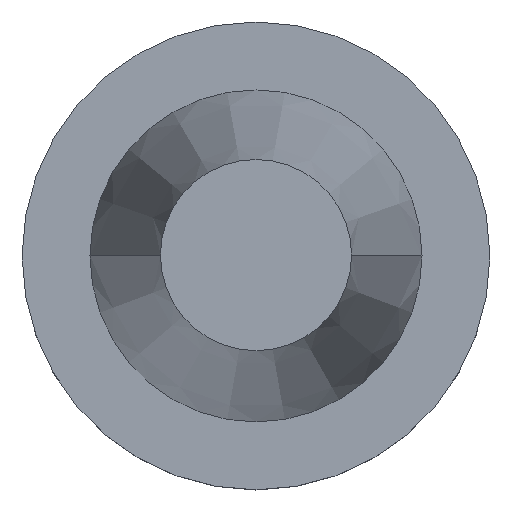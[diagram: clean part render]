
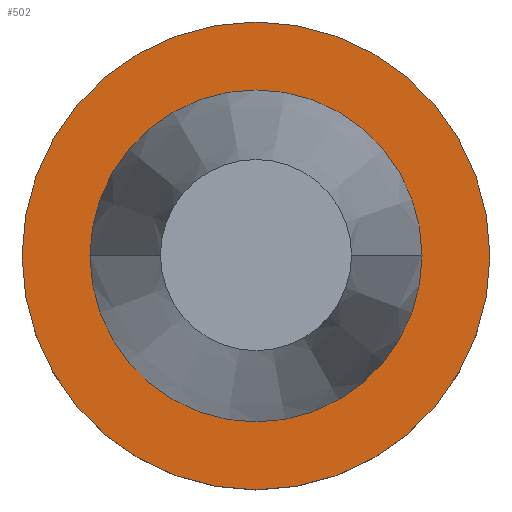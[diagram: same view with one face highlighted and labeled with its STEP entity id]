
A CAD part, top view. The second image highlights one B-rep face of the part: STEP entity #502.
In plain terms, the highlighted planar face has unit normal (0, 0, 1).
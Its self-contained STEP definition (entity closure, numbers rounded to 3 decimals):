
#8 = ORIENTED_EDGE ( 'NONE', *, *, #749, .T. ) ;
#18 = EDGE_CURVE ( 'NONE', #693, #943, #128, .T. ) ;
#25 = EDGE_CURVE ( 'NONE', #978, #831, #680, .T. ) ;
#38 = DIRECTION ( 'NONE',  ( 1., 0., 0. ) ) ;
#48 = CARTESIAN_POINT ( 'NONE',  ( 49.215, 0., -1.5 ) ) ;
#50 = FACE_BOUND ( 'NONE', #1019, .T. ) ;
#74 = FACE_OUTER_BOUND ( 'NONE', #870, .T. ) ;
#128 = CIRCLE ( 'NONE', #591, 34.925 ) ;
#150 = DIRECTION ( 'NONE',  ( 0., 0., -1. ) ) ;
#201 = AXIS2_PLACEMENT_3D ( 'NONE', #540, #615, #38 ) ;
#243 = CARTESIAN_POINT ( 'NONE',  ( 0., 0., -1.5 ) ) ;
#254 = AXIS2_PLACEMENT_3D ( 'NONE', #802, #1056, #301 ) ;
#297 = CARTESIAN_POINT ( 'NONE',  ( 34.925, 0., -1.5 ) ) ;
#301 = DIRECTION ( 'NONE',  ( 1., 0., 0. ) ) ;
#353 = DIRECTION ( 'NONE',  ( 0., 0., 1. ) ) ;
#384 = DIRECTION ( 'NONE',  ( -1., 0., 0. ) ) ;
#418 = CARTESIAN_POINT ( 'NONE',  ( -34.925, 0., -1.5 ) ) ;
#478 = CARTESIAN_POINT ( 'NONE',  ( 0., 49.215, -1.5 ) ) ;
#482 = CIRCLE ( 'NONE', #201, 49.215 ) ;
#488 = ORIENTED_EDGE ( 'NONE', *, *, #18, .F. ) ;
#498 = CIRCLE ( 'NONE', #646, 34.925 ) ;
#502 = ADVANCED_FACE ( 'NONE', ( #50, #74 ), #984, .F. ) ;
#504 = ORIENTED_EDGE ( 'NONE', *, *, #25, .T. ) ;
#519 = AXIS2_PLACEMENT_3D ( 'NONE', #478, #150, #384 ) ;
#540 = CARTESIAN_POINT ( 'NONE',  ( 0., 0., -1.5 ) ) ;
#549 = DIRECTION ( 'NONE',  ( 0., 0., 1. ) ) ;
#591 = AXIS2_PLACEMENT_3D ( 'NONE', #642, #549, #968 ) ;
#615 = DIRECTION ( 'NONE',  ( 0., 0., 1. ) ) ;
#642 = CARTESIAN_POINT ( 'NONE',  ( 0., 0., -1.5 ) ) ;
#646 = AXIS2_PLACEMENT_3D ( 'NONE', #243, #353, #863 ) ;
#668 = EDGE_CURVE ( 'NONE', #943, #693, #498, .T. ) ;
#680 = CIRCLE ( 'NONE', #254, 49.215 ) ;
#693 = VERTEX_POINT ( 'NONE', #418 ) ;
#749 = EDGE_CURVE ( 'NONE', #831, #978, #482, .T. ) ;
#802 = CARTESIAN_POINT ( 'NONE',  ( 0., 0., -1.5 ) ) ;
#831 = VERTEX_POINT ( 'NONE', #886 ) ;
#836 = ORIENTED_EDGE ( 'NONE', *, *, #668, .F. ) ;
#863 = DIRECTION ( 'NONE',  ( 1., 0., 0. ) ) ;
#870 = EDGE_LOOP ( 'NONE', ( #504, #8 ) ) ;
#886 = CARTESIAN_POINT ( 'NONE',  ( -49.215, 0., -1.5 ) ) ;
#943 = VERTEX_POINT ( 'NONE', #297 ) ;
#968 = DIRECTION ( 'NONE',  ( 1., 0., 0. ) ) ;
#978 = VERTEX_POINT ( 'NONE', #48 ) ;
#984 = PLANE ( 'NONE',  #519 ) ;
#1019 = EDGE_LOOP ( 'NONE', ( #836, #488 ) ) ;
#1056 = DIRECTION ( 'NONE',  ( 0., 0., 1. ) ) ;
